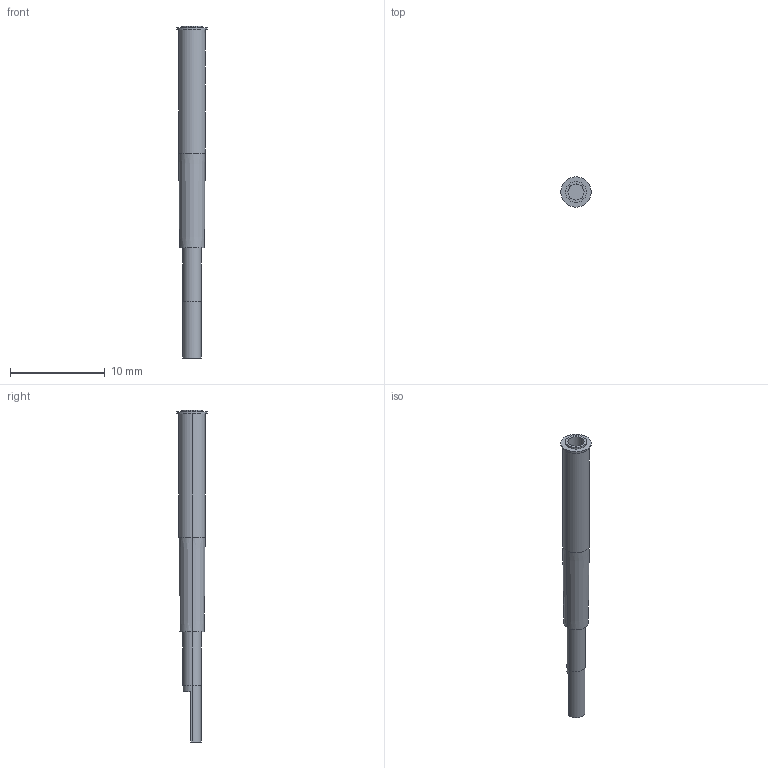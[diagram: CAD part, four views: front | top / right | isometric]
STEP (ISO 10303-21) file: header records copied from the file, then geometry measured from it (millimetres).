
FILE_DESCRIPTION (( 'STEP AP214' ), '1' );
FILE_NAME ('MOD-H732LARDIS.STEP', '2019-07-26T10:35:11', ( 'Installadmin' ), ( 'Hewlett-Packard Company' ), 'SwSTEP 2.0', 'SolidWorks 2015', '' );
FILE_SCHEMA (( 'AUTOMOTIVE_DESIGN' ));
Length unit declared in the file: millimetre
Products named in the file (1): MOD-H732LARDIS
Bounding box: 3.2 x 3.2 x 35 mm (x, y, z)
Volume: 110.4 mm3; surface area: 414.7 mm2
Topology: 1 solids, 1 shells, 171 faces, 481 edges, 320 vertices
Faces by surface type: plane 73, bspline 51, cylinder 45, cone 2
Entity records: 8468 total; most frequent: CARTESIAN_POINT 4291, ORIENTED_EDGE 962, DIRECTION 654, EDGE_CURVE 481, VERTEX_POINT 320, AXIS2_PLACEMENT_3D 245, B_SPLINE_CURVE_WITH_KNOTS 193, EDGE_LOOP 179
